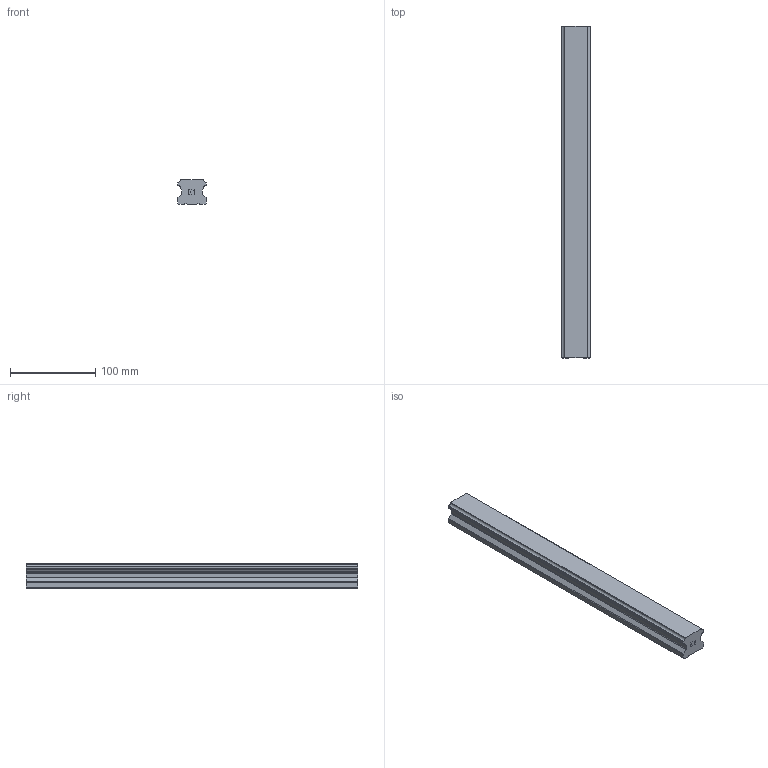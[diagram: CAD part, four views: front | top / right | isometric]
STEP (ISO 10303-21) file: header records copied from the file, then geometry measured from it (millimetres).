
FILE_DESCRIPTION(('STEP AP214'),'1');
FILE_NAME('cctmp_47201F79-DD76-445E-9CCC-8EA063EEA904_2021_01_28_10_09_34_0035..stp','2021-01-28T09:09:34',('HIWIN GmbH'),('CADClick - www.CADClick.com'),'Spatial InterOp 3D',' ','unknown authorization');
FILE_SCHEMA(('AUTOMOTIVE_DESIGN'));
Length unit declared in the file: millimetre
Products named in the file (1): HGR35T390C_FILE
Bounding box: 34 x 390 x 29 mm (x, y, z)
Volume: 328873.2 mm3; surface area: 54357.6 mm2
Topology: 1 solids, 1 shells, 135 faces, 377 edges, 243 vertices
Faces by surface type: plane 93, cylinder 32, cone 10
Entity records: 5329 total; most frequent: CARTESIAN_POINT 746, ORIENTED_EDGE 734, DIRECTION 703, EDGE_CURVE 367, LINE 303, VECTOR 303, VERTEX_POINT 243, AXIS2_PLACEMENT_3D 200
